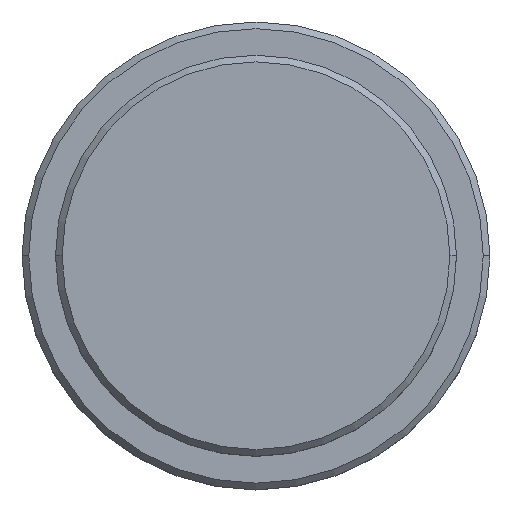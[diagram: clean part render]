
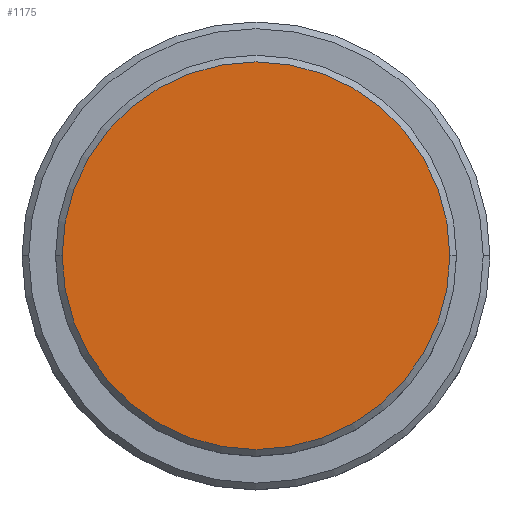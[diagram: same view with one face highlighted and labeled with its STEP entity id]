
A CAD part, top view. The second image highlights one B-rep face of the part: STEP entity #1175.
In plain terms, the highlighted planar face has unit normal (0, 0, 1).
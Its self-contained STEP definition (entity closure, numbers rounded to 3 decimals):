
#217 = CARTESIAN_POINT ( 'NONE',  ( 0., 0., 0. ) ) ;
#255 = CARTESIAN_POINT ( 'NONE',  ( 14.5, 0., 0. ) ) ;
#328 = CARTESIAN_POINT ( 'NONE',  ( 0., 0., 0. ) ) ;
#417 = FACE_OUTER_BOUND ( 'NONE', #463, .T. ) ;
#463 = EDGE_LOOP ( 'NONE', ( #1399, #1069 ) ) ;
#502 = EDGE_CURVE ( 'NONE', #781, #510, #751, .T. ) ;
#510 = VERTEX_POINT ( 'NONE', #255 ) ;
#523 = AXIS2_PLACEMENT_3D ( 'NONE', #328, #770, #1224 ) ;
#637 = CARTESIAN_POINT ( 'NONE',  ( -14.5, 0., 0. ) ) ;
#660 = DIRECTION ( 'NONE',  ( 0., 0., 1. ) ) ;
#683 = CIRCLE ( 'NONE', #523, 14.5 ) ;
#713 = DIRECTION ( 'NONE',  ( 1., 0., 0. ) ) ;
#751 = CIRCLE ( 'NONE', #1322, 14.5 ) ;
#770 = DIRECTION ( 'NONE',  ( 0., 0., 1. ) ) ;
#781 = VERTEX_POINT ( 'NONE', #637 ) ;
#857 = DIRECTION ( 'NONE',  ( 0., 0., 1. ) ) ;
#946 = EDGE_CURVE ( 'NONE', #510, #781, #683, .T. ) ;
#977 = DIRECTION ( 'NONE',  ( 1., 0., 0. ) ) ;
#1069 = ORIENTED_EDGE ( 'NONE', *, *, #946, .T. ) ;
#1089 = CARTESIAN_POINT ( 'NONE',  ( 0., 0., 0. ) ) ;
#1175 = ADVANCED_FACE ( 'NONE', ( #417 ), #1196, .T. ) ;
#1196 = PLANE ( 'NONE',  #1325 ) ;
#1224 = DIRECTION ( 'NONE',  ( 1., 0., 0. ) ) ;
#1322 = AXIS2_PLACEMENT_3D ( 'NONE', #217, #660, #713 ) ;
#1325 = AXIS2_PLACEMENT_3D ( 'NONE', #1089, #857, #977 ) ;
#1399 = ORIENTED_EDGE ( 'NONE', *, *, #502, .T. ) ;
